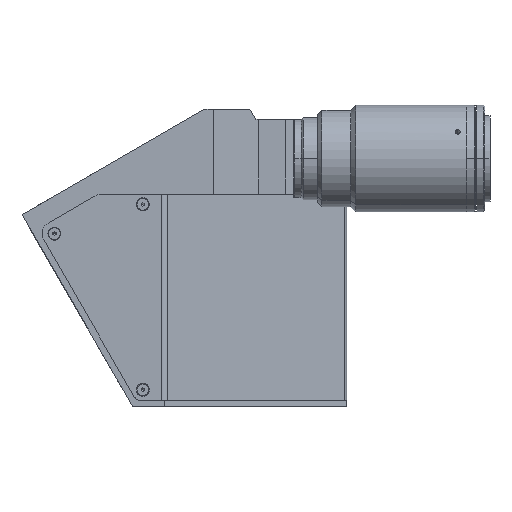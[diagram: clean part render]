
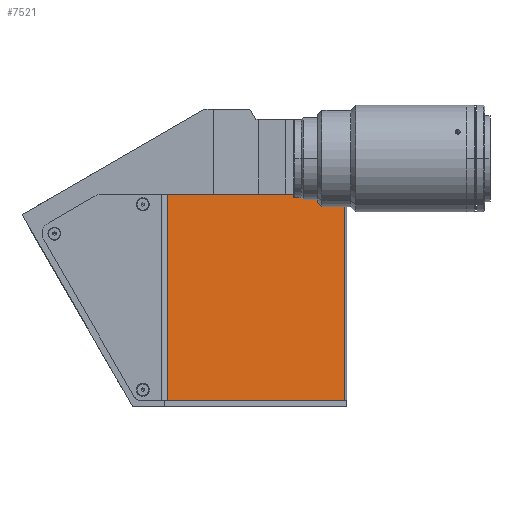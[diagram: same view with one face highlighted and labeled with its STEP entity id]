
A CAD part, top view. The second image highlights one B-rep face of the part: STEP entity #7521.
In plain terms, the highlighted planar face has unit normal (0.707, 0, 0.707).
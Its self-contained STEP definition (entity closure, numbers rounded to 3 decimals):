
#166 = DIRECTION ( 'NONE',  ( 0., 1., 0. ) ) ;
#291 = CARTESIAN_POINT ( 'NONE',  ( -25.615, 41.5, 344.496 ) ) ;
#1048 = ORIENTED_EDGE ( 'NONE', *, *, #10794, .F. ) ;
#1171 = LINE ( 'NONE', #6275, #5920 ) ;
#1277 = VERTEX_POINT ( 'NONE', #3851 ) ;
#1294 = CARTESIAN_POINT ( 'NONE',  ( -25.615, -59., 344.496 ) ) ;
#1518 = VECTOR ( 'NONE', #1688, 1000. ) ;
#1629 = LINE ( 'NONE', #7919, #1518 ) ;
#1688 = DIRECTION ( 'NONE',  ( 0.707, 0., -0.707 ) ) ;
#3272 = DIRECTION ( 'NONE',  ( 0.707, 0., 0.707 ) ) ;
#3847 = ORIENTED_EDGE ( 'NONE', *, *, #4185, .T. ) ;
#3851 = CARTESIAN_POINT ( 'NONE',  ( 60.828, -59., 258.052 ) ) ;
#3963 = EDGE_CURVE ( 'NONE', #9741, #5901, #8293, .T. ) ;
#4185 = EDGE_CURVE ( 'NONE', #9741, #1277, #1629, .T. ) ;
#4949 = CARTESIAN_POINT ( 'NONE',  ( 61.414, 41.5, 257.466 ) ) ;
#5005 = LINE ( 'NONE', #4949, #9719 ) ;
#5051 = CARTESIAN_POINT ( 'NONE',  ( 61.414, -59., 257.466 ) ) ;
#5118 = ORIENTED_EDGE ( 'NONE', *, *, #3963, .F. ) ;
#5732 = DIRECTION ( 'NONE',  ( 0., -1., 0. ) ) ;
#5901 = VERTEX_POINT ( 'NONE', #291 ) ;
#5902 = DIRECTION ( 'NONE',  ( 0.707, 0., -0.707 ) ) ;
#5920 = VECTOR ( 'NONE', #5732, 1000. ) ;
#6275 = CARTESIAN_POINT ( 'NONE',  ( 60.828, -59., 258.052 ) ) ;
#6515 = VERTEX_POINT ( 'NONE', #9255 ) ;
#6892 = FACE_OUTER_BOUND ( 'NONE', #10917, .T. ) ;
#7521 = ADVANCED_FACE ( 'NONE', ( #6892 ), #7663, .T. ) ;
#7663 = PLANE ( 'NONE',  #9458 ) ;
#7919 = CARTESIAN_POINT ( 'NONE',  ( 61.414, -59., 257.466 ) ) ;
#7952 = VECTOR ( 'NONE', #166, 1000. ) ;
#8293 = LINE ( 'NONE', #1294, #7952 ) ;
#9255 = CARTESIAN_POINT ( 'NONE',  ( 60.828, 41.5, 258.052 ) ) ;
#9458 = AXIS2_PLACEMENT_3D ( 'NONE', #5051, #3272, #11461 ) ;
#9719 = VECTOR ( 'NONE', #5902, 1000. ) ;
#9741 = VERTEX_POINT ( 'NONE', #11335 ) ;
#9934 = EDGE_CURVE ( 'NONE', #6515, #1277, #1171, .T. ) ;
#10462 = ORIENTED_EDGE ( 'NONE', *, *, #9934, .F. ) ;
#10794 = EDGE_CURVE ( 'NONE', #5901, #6515, #5005, .T. ) ;
#10917 = EDGE_LOOP ( 'NONE', ( #1048, #5118, #3847, #10462 ) ) ;
#11335 = CARTESIAN_POINT ( 'NONE',  ( -25.615, -59., 344.496 ) ) ;
#11461 = DIRECTION ( 'NONE',  ( -0.707, 0., 0.707 ) ) ;
